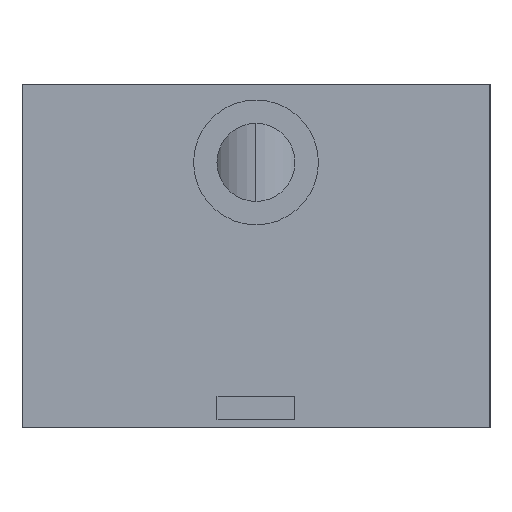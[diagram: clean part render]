
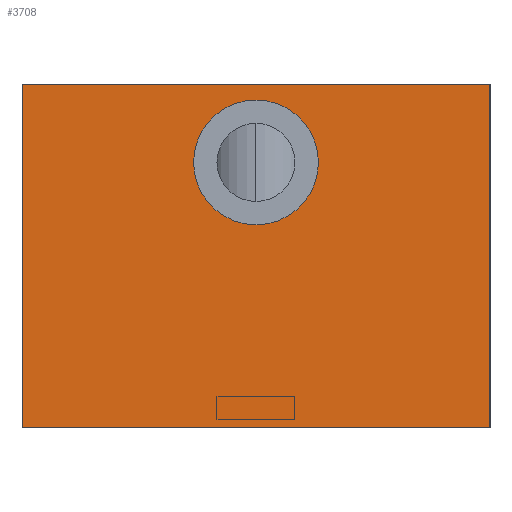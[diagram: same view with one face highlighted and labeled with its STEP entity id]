
A CAD part, left-side view. The second image highlights one B-rep face of the part: STEP entity #3708.
In plain terms, the highlighted planar face has unit normal (-1, 0, 0).
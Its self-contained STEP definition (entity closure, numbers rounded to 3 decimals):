
#23 = ORIENTED_EDGE ( 'NONE', *, *, #5241, .T. ) ;
#100 = CARTESIAN_POINT ( 'NONE',  ( -45., -15., 22. ) ) ;
#368 = LINE ( 'NONE', #579, #7545 ) ;
#500 = CARTESIAN_POINT ( 'NONE',  ( -45., 15., 20. ) ) ;
#579 = CARTESIAN_POINT ( 'NONE',  ( -45., 15., 0. ) ) ;
#595 = AXIS2_PLACEMENT_3D ( 'NONE', #1728, #5971, #5943 ) ;
#641 = LINE ( 'NONE', #3299, #2432 ) ;
#895 = VERTEX_POINT ( 'NONE', #7023 ) ;
#1078 = VERTEX_POINT ( 'NONE', #100 ) ;
#1179 = CARTESIAN_POINT ( 'NONE',  ( -45., 0., 1. ) ) ;
#1314 = EDGE_CURVE ( 'NONE', #7339, #3159, #3191, .T. ) ;
#1551 = EDGE_CURVE ( 'NONE', #7138, #4305, #4393, .T. ) ;
#1560 = FACE_BOUND ( 'NONE', #7695, .T. ) ;
#1629 = EDGE_CURVE ( 'NONE', #4305, #895, #368, .T. ) ;
#1728 = CARTESIAN_POINT ( 'NONE',  ( -45., 0., 5. ) ) ;
#1787 = DIRECTION ( 'NONE',  ( 0., -1., 0. ) ) ;
#1929 = FACE_OUTER_BOUND ( 'NONE', #7392, .T. ) ;
#2174 = CARTESIAN_POINT ( 'NONE',  ( -45., 15., 0. ) ) ;
#2294 = PLANE ( 'NONE',  #4431 ) ;
#2432 = VECTOR ( 'NONE', #3263, 1000. ) ;
#2738 = CARTESIAN_POINT ( 'NONE',  ( -45., 0., 9. ) ) ;
#2757 = CARTESIAN_POINT ( 'NONE',  ( -45., 0., 5. ) ) ;
#2945 = CARTESIAN_POINT ( 'NONE',  ( -45., 15., 22. ) ) ;
#3001 = VECTOR ( 'NONE', #7069, 1000. ) ;
#3159 = VERTEX_POINT ( 'NONE', #2738 ) ;
#3191 = CIRCLE ( 'NONE', #3390, 4. ) ;
#3263 = DIRECTION ( 'NONE',  ( 0., 0., -1. ) ) ;
#3281 = ORIENTED_EDGE ( 'NONE', *, *, #6998, .F. ) ;
#3299 = CARTESIAN_POINT ( 'NONE',  ( -45., -15., 20. ) ) ;
#3390 = AXIS2_PLACEMENT_3D ( 'NONE', #2757, #7488, #6248 ) ;
#3402 = DIRECTION ( 'NONE',  ( 0., -1., 0. ) ) ;
#3708 = ADVANCED_FACE ( 'NONE', ( #1929, #1560 ), #2294, .F. ) ;
#4011 = ORIENTED_EDGE ( 'NONE', *, *, #1551, .T. ) ;
#4305 = VERTEX_POINT ( 'NONE', #2174 ) ;
#4337 = LINE ( 'NONE', #5748, #5345 ) ;
#4393 = LINE ( 'NONE', #5288, #3001 ) ;
#4431 = AXIS2_PLACEMENT_3D ( 'NONE', #500, #4659, #7603 ) ;
#4659 = DIRECTION ( 'NONE',  ( 1., 0., 0. ) ) ;
#4670 = ORIENTED_EDGE ( 'NONE', *, *, #1314, .T. ) ;
#5207 = EDGE_CURVE ( 'NONE', #7138, #1078, #4337, .T. ) ;
#5241 = EDGE_CURVE ( 'NONE', #3159, #7339, #6817, .T. ) ;
#5288 = CARTESIAN_POINT ( 'NONE',  ( -45., 15., 20. ) ) ;
#5345 = VECTOR ( 'NONE', #3402, 1000. ) ;
#5748 = CARTESIAN_POINT ( 'NONE',  ( -45., 15., 22. ) ) ;
#5891 = ORIENTED_EDGE ( 'NONE', *, *, #5207, .F. ) ;
#5943 = DIRECTION ( 'NONE',  ( 0., 0., -1. ) ) ;
#5971 = DIRECTION ( 'NONE',  ( 1., 0., 0. ) ) ;
#6248 = DIRECTION ( 'NONE',  ( 0., 0., -1. ) ) ;
#6583 = ORIENTED_EDGE ( 'NONE', *, *, #1629, .T. ) ;
#6817 = CIRCLE ( 'NONE', #595, 4. ) ;
#6998 = EDGE_CURVE ( 'NONE', #1078, #895, #641, .T. ) ;
#7023 = CARTESIAN_POINT ( 'NONE',  ( -45., -15., 0. ) ) ;
#7069 = DIRECTION ( 'NONE',  ( 0., 0., -1. ) ) ;
#7138 = VERTEX_POINT ( 'NONE', #2945 ) ;
#7339 = VERTEX_POINT ( 'NONE', #1179 ) ;
#7392 = EDGE_LOOP ( 'NONE', ( #6583, #3281, #5891, #4011 ) ) ;
#7488 = DIRECTION ( 'NONE',  ( 1., 0., 0. ) ) ;
#7545 = VECTOR ( 'NONE', #1787, 1000. ) ;
#7603 = DIRECTION ( 'NONE',  ( 0., 0., -1. ) ) ;
#7695 = EDGE_LOOP ( 'NONE', ( #23, #4670 ) ) ;
